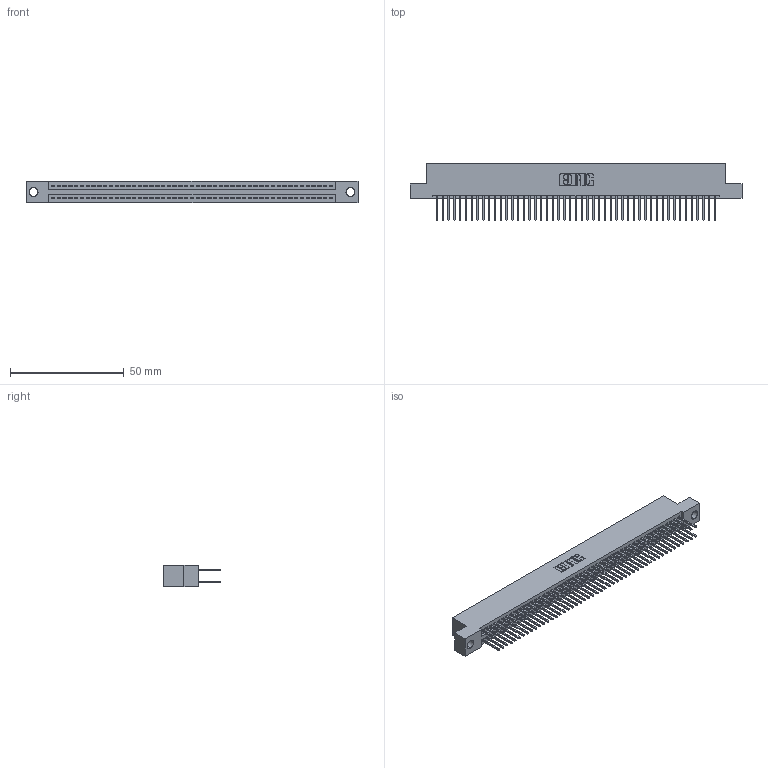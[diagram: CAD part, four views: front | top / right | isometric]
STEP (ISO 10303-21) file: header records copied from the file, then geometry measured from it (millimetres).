
FILE_DESCRIPTION (( 'STEP AP203' ), '1' );
FILE_NAME ('345-098-523-204.STEP', '2018-10-05T08:38:36', ( '' ), ( '' ), 'SwSTEP 2.0', 'SolidWorks 2016', '' );
FILE_SCHEMA (( 'CONFIG_CONTROL_DESIGN' ));
Length unit declared in the file: inch
Products named in the file (3): 345 Part_Flush Mounting Lugs - 0.156 Dia-TH; 345-098-523-204; 345-292-001_345-293-123
Assembly tree (99 placements, depth 2):
  345-098-523-204
    345 Part_Flush Mounting Lugs - 0.156 Dia-TH
    345-292-001_345-293-123  x98
Bounding box: 145.67 x 24.82 x 9.4 mm (x, y, z)
Volume: 14328.5 mm3; surface area: 22031.6 mm2
Topology: 99 solids, 99 shells, 5026 faces, 14943 edges, 9830 vertices
Faces by surface type: plane 3314, cylinder 1712
Entity records: 37525 total; most frequent: CARTESIAN_POINT 6284, ORIENTED_EDGE 6218, DIRECTION 5533, EDGE_CURVE 3109, VECTOR 2781, LINE 2781, VERTEX_POINT 2070, AXIS2_PLACEMENT_3D 1376
